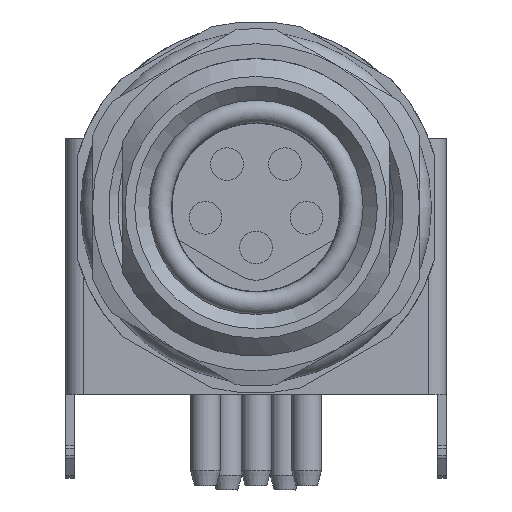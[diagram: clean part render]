
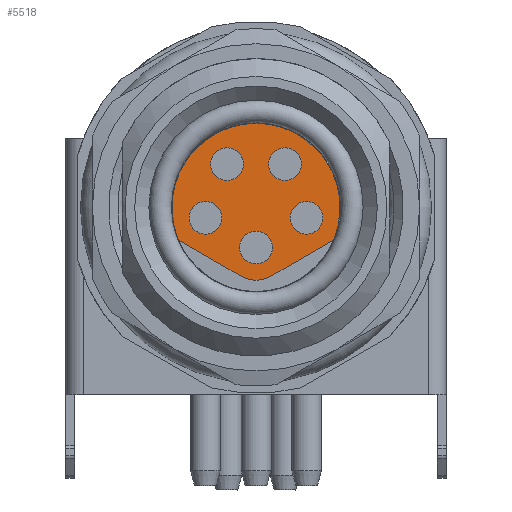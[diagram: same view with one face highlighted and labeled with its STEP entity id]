
A CAD part, left-side view. The second image highlights one B-rep face of the part: STEP entity #5518.
In plain terms, the highlighted planar face has unit normal (-1, 0, 0).
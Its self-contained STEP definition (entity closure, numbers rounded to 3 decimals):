
#322=PLANE('',#6710);
#889=EDGE_LOOP('',(#2647));
#890=EDGE_LOOP('',(#2648));
#891=EDGE_LOOP('',(#2649));
#892=EDGE_LOOP('',(#2650));
#893=EDGE_LOOP('',(#2651));
#894=EDGE_LOOP('',(#2652,#2653,#2654,#2655,#2656,#2657));
#1279=LINE('',#9475,#1833);
#1280=LINE('',#9484,#1834);
#1833=VECTOR('',#7543,1.);
#1834=VECTOR('',#7550,1.);
#2647=ORIENTED_EDGE('',*,*,#4380,.F.);
#2648=ORIENTED_EDGE('',*,*,#4381,.F.);
#2649=ORIENTED_EDGE('',*,*,#4382,.F.);
#2650=ORIENTED_EDGE('',*,*,#4383,.F.);
#2651=ORIENTED_EDGE('',*,*,#4384,.F.);
#2652=ORIENTED_EDGE('',*,*,#4385,.T.);
#2653=ORIENTED_EDGE('',*,*,#4386,.T.);
#2654=ORIENTED_EDGE('',*,*,#4387,.F.);
#2655=ORIENTED_EDGE('',*,*,#4388,.T.);
#2656=ORIENTED_EDGE('',*,*,#4389,.T.);
#2657=ORIENTED_EDGE('',*,*,#4390,.T.);
#4380=EDGE_CURVE('',#6035,#6035,#5224,.T.);
#4381=EDGE_CURVE('',#6036,#6036,#5225,.T.);
#4382=EDGE_CURVE('',#6037,#6037,#5226,.T.);
#4383=EDGE_CURVE('',#6038,#6038,#5227,.T.);
#4384=EDGE_CURVE('',#6039,#6039,#5228,.T.);
#4385=EDGE_CURVE('',#6040,#6041,#1279,.T.);
#4386=EDGE_CURVE('',#6041,#6042,#5229,.T.);
#4387=EDGE_CURVE('',#6043,#6042,#5230,.T.);
#4388=EDGE_CURVE('',#6043,#6044,#5231,.T.);
#4389=EDGE_CURVE('',#6044,#6045,#1280,.T.);
#4390=EDGE_CURVE('',#6045,#6040,#5232,.T.);
#5224=CIRCLE('',#6701,0.55);
#5225=CIRCLE('',#6702,0.55);
#5226=CIRCLE('',#6703,0.55);
#5227=CIRCLE('',#6704,0.55);
#5228=CIRCLE('',#6705,0.55);
#5229=CIRCLE('',#6706,0.2);
#5230=CIRCLE('',#6707,2.825);
#5231=CIRCLE('',#6708,0.2);
#5232=CIRCLE('',#6709,1.);
#5518=ADVANCED_FACE('',(#5841,#5842,#5843,#5844,#5845,#5846),#322,.F.);
#5841=FACE_BOUND('',#889,.T.);
#5842=FACE_BOUND('',#890,.T.);
#5843=FACE_BOUND('',#891,.T.);
#5844=FACE_BOUND('',#892,.T.);
#5845=FACE_BOUND('',#893,.T.);
#5846=FACE_BOUND('',#894,.T.);
#6035=VERTEX_POINT('',#9466);
#6036=VERTEX_POINT('',#9468);
#6037=VERTEX_POINT('',#9470);
#6038=VERTEX_POINT('',#9472);
#6039=VERTEX_POINT('',#9474);
#6040=VERTEX_POINT('',#9476);
#6041=VERTEX_POINT('',#9477);
#6042=VERTEX_POINT('',#9479);
#6043=VERTEX_POINT('',#9481);
#6044=VERTEX_POINT('',#9483);
#6045=VERTEX_POINT('',#9485);
#6701=AXIS2_PLACEMENT_3D('',#9465,#7533,#7534);
#6702=AXIS2_PLACEMENT_3D('',#9467,#7535,#7536);
#6703=AXIS2_PLACEMENT_3D('',#9469,#7537,#7538);
#6704=AXIS2_PLACEMENT_3D('',#9471,#7539,#7540);
#6705=AXIS2_PLACEMENT_3D('',#9473,#7541,#7542);
#6706=AXIS2_PLACEMENT_3D('',#9478,#7544,#7545);
#6707=AXIS2_PLACEMENT_3D('',#9480,#7546,#7547);
#6708=AXIS2_PLACEMENT_3D('',#9482,#7548,#7549);
#6709=AXIS2_PLACEMENT_3D('',#9486,#7551,#7552);
#6710=AXIS2_PLACEMENT_3D('',#9487,#7553,#7554);
#7533=DIRECTION('',(-1.,0.,0.));
#7534=DIRECTION('',(0.,-1.,0.));
#7535=DIRECTION('',(-1.,0.,0.));
#7536=DIRECTION('',(0.,-1.,0.));
#7537=DIRECTION('',(-1.,0.,0.));
#7538=DIRECTION('',(0.,-1.,0.));
#7539=DIRECTION('',(-1.,0.,0.));
#7540=DIRECTION('',(0.,-1.,0.));
#7541=DIRECTION('',(-1.,0.,0.));
#7542=DIRECTION('',(0.,-1.,0.));
#7543=DIRECTION('',(0.,-0.866,0.5));
#7544=DIRECTION('',(-1.,0.,0.));
#7545=DIRECTION('',(0.,0.,1.));
#7546=DIRECTION('',(1.,0.,0.));
#7547=DIRECTION('',(0.,0.,1.));
#7548=DIRECTION('',(-1.,0.,0.));
#7549=DIRECTION('',(0.,0.,1.));
#7550=DIRECTION('',(0.,-0.866,-0.5));
#7551=DIRECTION('',(-1.,0.,0.));
#7552=DIRECTION('',(0.,-1.,0.));
#7553=DIRECTION('',(1.,0.,0.));
#7554=DIRECTION('',(0.,0.,1.));
#9465=CARTESIAN_POINT('',(0.6,-1.7,-0.35));
#9466=CARTESIAN_POINT('',(0.6,-2.25,-0.35));
#9467=CARTESIAN_POINT('',(0.6,1.7,-0.35));
#9468=CARTESIAN_POINT('',(0.6,1.15,-0.35));
#9469=CARTESIAN_POINT('',(0.6,0.975,1.45));
#9470=CARTESIAN_POINT('',(0.6,0.425,1.45));
#9471=CARTESIAN_POINT('',(0.6,-0.975,1.45));
#9472=CARTESIAN_POINT('',(0.6,-1.525,1.45));
#9473=CARTESIAN_POINT('',(0.6,0.,-1.35));
#9474=CARTESIAN_POINT('',(0.6,-0.55,-1.35));
#9475=CARTESIAN_POINT('',(0.6,-0.5,-2.316));
#9476=CARTESIAN_POINT('',(0.6,-0.5,-2.316));
#9477=CARTESIAN_POINT('',(0.6,-2.542,-1.137));
#9478=CARTESIAN_POINT('',(0.6,-2.442,-0.964));
#9479=CARTESIAN_POINT('',(0.6,-2.628,-1.038));
#9480=CARTESIAN_POINT('',(0.6,0.,0.));
#9481=CARTESIAN_POINT('',(0.6,2.628,-1.038));
#9482=CARTESIAN_POINT('',(0.6,2.442,-0.964));
#9483=CARTESIAN_POINT('',(0.6,2.542,-1.137));
#9484=CARTESIAN_POINT('',(0.6,2.601,-1.103));
#9485=CARTESIAN_POINT('',(0.6,0.5,-2.316));
#9486=CARTESIAN_POINT('',(0.6,0.,-1.45));
#9487=CARTESIAN_POINT('',(0.6,0.,0.));
